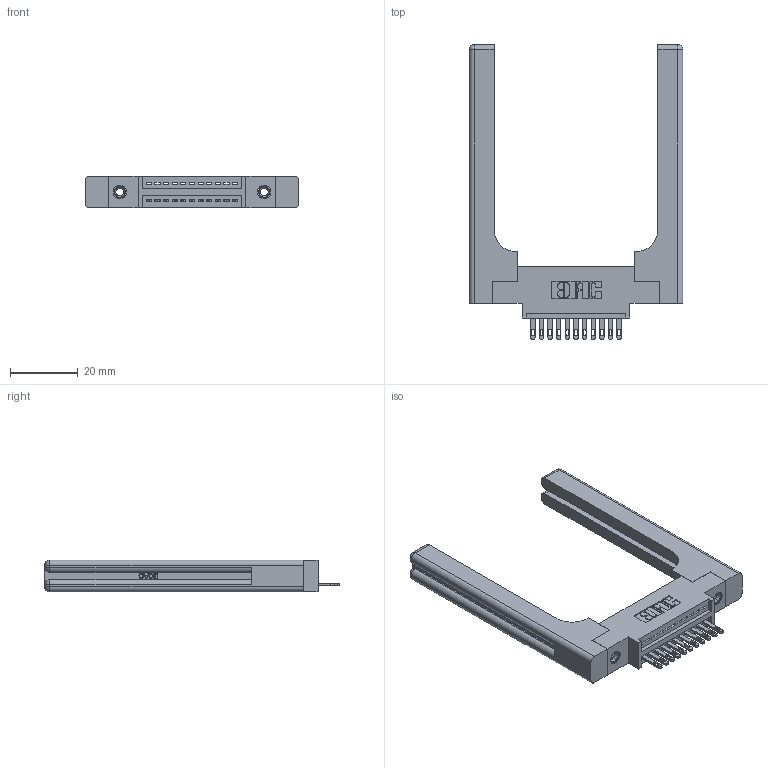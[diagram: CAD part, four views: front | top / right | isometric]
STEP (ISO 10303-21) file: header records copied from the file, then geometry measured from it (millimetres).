
FILE_DESCRIPTION (( 'STEP AP203' ), '1' );
FILE_NAME ('345-011-500-658.STEP', '2019-10-03T23:00:08', ( '' ), ( '' ), 'SwSTEP 2.0', 'SolidWorks 2016', '' );
FILE_SCHEMA (( 'CONFIG_CONTROL_DESIGN' ));
Length unit declared in the file: inch
Products named in the file (5): 345-292-001_345-293-100; 345 Part_0.170 Offset - 0.156 Dia-TH; 345-011-500-658; 345-250-001_345-250-001-102; 345-220-058_345-220-058
Assembly tree (16 placements, depth 2):
  345-011-500-658
    345 Part_0.170 Offset - 0.156 Dia-TH
    345-292-001_345-293-100  x11
    345-250-001_345-250-001-102  x2
    345-220-058_345-220-058  x2
Bounding box: 62.97 x 86.79 x 9.4 mm (x, y, z)
Volume: 14125.1 mm3; surface area: 12504.1 mm2
Topology: 16 solids, 16 shells, 980 faces, 2867 edges, 1890 vertices
Faces by surface type: plane 606, cylinder 314, bspline 36, cone 12, sphere 8, torus 4
Entity records: 17696 total; most frequent: CARTESIAN_POINT 4038, ORIENTED_EDGE 2780, DIRECTION 2520, EDGE_CURVE 1390, LINE 1118, VECTOR 1118, VERTEX_POINT 918, AXIS2_PLACEMENT_3D 701
